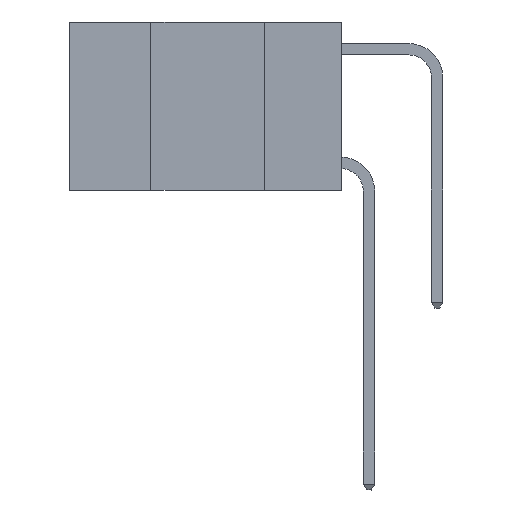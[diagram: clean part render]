
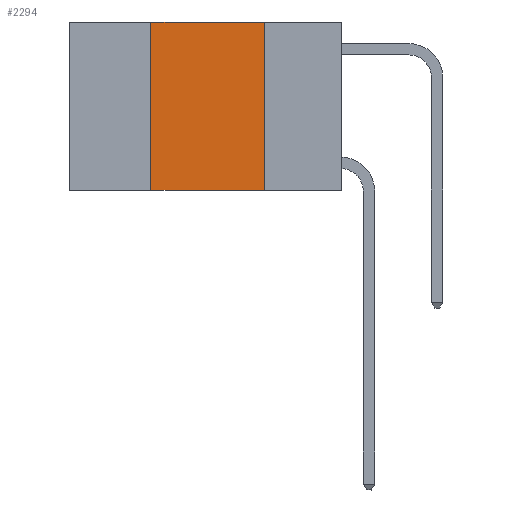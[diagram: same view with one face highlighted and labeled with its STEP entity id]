
A CAD part, left-side view. The second image highlights one B-rep face of the part: STEP entity #2294.
In plain terms, the highlighted planar face has unit normal (-1, 0, 0).
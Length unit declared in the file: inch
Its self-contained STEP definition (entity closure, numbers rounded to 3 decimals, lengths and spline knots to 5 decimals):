
#306 = ORIENTED_EDGE ( 'NONE', *, *, #9997, .T. ) ;
#1070 = ORIENTED_EDGE ( 'NONE', *, *, #17537, .F. ) ;
#1436 = CARTESIAN_POINT ( 'NONE',  ( 0., 0.17, 0. ) ) ;
#2294 = ADVANCED_FACE ( 'NONE', ( #16546 ), #9164, .F. ) ;
#2815 = ORIENTED_EDGE ( 'NONE', *, *, #4317, .F. ) ;
#4002 = VECTOR ( 'NONE', #10067, 39.37008 ) ;
#4058 = CARTESIAN_POINT ( 'NONE',  ( 0., 0.42, -0.37 ) ) ;
#4317 = EDGE_CURVE ( 'NONE', #17924, #9325, #16702, .T. ) ;
#4386 = LINE ( 'NONE', #13087, #15934 ) ;
#5610 = DIRECTION ( 'NONE',  ( 1., 0., 0. ) ) ;
#6691 = LINE ( 'NONE', #1436, #8311 ) ;
#6858 = CARTESIAN_POINT ( 'NONE',  ( 0., 0.42, 0. ) ) ;
#7028 = CARTESIAN_POINT ( 'NONE',  ( 0., 0.42, 0. ) ) ;
#7398 = DIRECTION ( 'NONE',  ( 0., 0., -1. ) ) ;
#8257 = VERTEX_POINT ( 'NONE', #12509 ) ;
#8311 = VECTOR ( 'NONE', #7398, 39.37008 ) ;
#8348 = ORIENTED_EDGE ( 'NONE', *, *, #16552, .F. ) ;
#9164 = PLANE ( 'NONE',  #9818 ) ;
#9325 = VERTEX_POINT ( 'NONE', #6858 ) ;
#9818 = AXIS2_PLACEMENT_3D ( 'NONE', #14854, #5610, #16176 ) ;
#9956 = EDGE_LOOP ( 'NONE', ( #1070, #8348, #2815, #306 ) ) ;
#9997 = EDGE_CURVE ( 'NONE', #17924, #8257, #4386, .T. ) ;
#10067 = DIRECTION ( 'NONE',  ( 0., 0., 1. ) ) ;
#11062 = DIRECTION ( 'NONE',  ( 0., -1., 0. ) ) ;
#11831 = CARTESIAN_POINT ( 'NONE',  ( 0., 0.17, 0. ) ) ;
#12112 = VECTOR ( 'NONE', #11062, 39.37008 ) ;
#12509 = CARTESIAN_POINT ( 'NONE',  ( 0., 0.17, -0.37 ) ) ;
#12720 = CARTESIAN_POINT ( 'NONE',  ( 0., 0.6, 0. ) ) ;
#13087 = CARTESIAN_POINT ( 'NONE',  ( 0., 0.6, -0.37 ) ) ;
#14854 = CARTESIAN_POINT ( 'NONE',  ( 0., 0.6, 0. ) ) ;
#15647 = LINE ( 'NONE', #12720, #12112 ) ;
#15934 = VECTOR ( 'NONE', #17618, 39.37008 ) ;
#16176 = DIRECTION ( 'NONE',  ( 0., 0., -1. ) ) ;
#16546 = FACE_OUTER_BOUND ( 'NONE', #9956, .T. ) ;
#16552 = EDGE_CURVE ( 'NONE', #9325, #19296, #15647, .T. ) ;
#16702 = LINE ( 'NONE', #7028, #4002 ) ;
#17537 = EDGE_CURVE ( 'NONE', #19296, #8257, #6691, .T. ) ;
#17618 = DIRECTION ( 'NONE',  ( 0., -1., 0. ) ) ;
#17924 = VERTEX_POINT ( 'NONE', #4058 ) ;
#19296 = VERTEX_POINT ( 'NONE', #11831 ) ;
